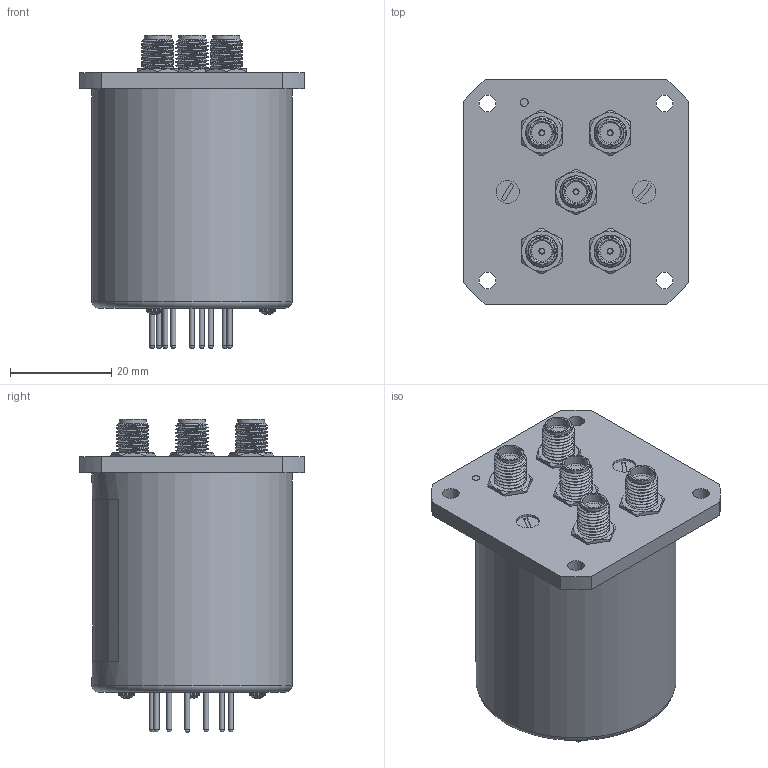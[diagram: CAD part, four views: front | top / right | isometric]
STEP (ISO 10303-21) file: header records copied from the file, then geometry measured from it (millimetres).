
FILE_DESCRIPTION (( 'STEP AP203' ), '1' );
FILE_NAME ('PE71S6074_3D.step', '2021-06-18T17:42:47', ( '' ), ( '' ), 'SwSTEP 2.0', 'SolidWorks 2020', '' );
FILE_SCHEMA (( 'CONFIG_CONTROL_DESIGN' ));
Length unit declared in the file: inch
Products named in the file (1): PE71S6074_3D
Bounding box: 44.5 x 44.5 x 61.9 mm (x, y, z)
Volume: 59850.4 mm3; surface area: 11627.7 mm2
Topology: 1 solids, 1 shells, 387 faces, 969 edges, 626 vertices
Faces by surface type: plane 153, cylinder 117, cone 57, torus 28, bspline 20, sphere 12
Full cylindrical faces by diameter (mm): 0.94 x5, 1.016 x9, 1.194 x5, 1.524 x1, 3.055 x2, 3.056 x1, 3.3 x4, 4.572 x7, 5.335 x5, 21.59 x1, 39.6 x1
Entity records: 19171 total; most frequent: CARTESIAN_POINT 10980, DIRECTION 1621, ORIENTED_EDGE 1620, EDGE_CURVE 810, AXIS2_PLACEMENT_3D 679, VERTEX_POINT 569, EDGE_LOOP 529, FACE_OUTER_BOUND 454
